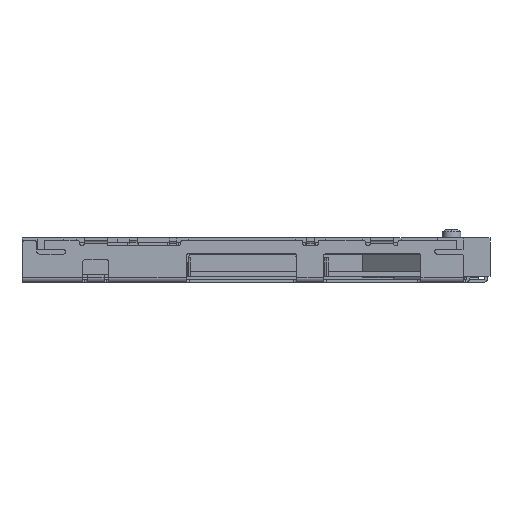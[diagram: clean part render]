
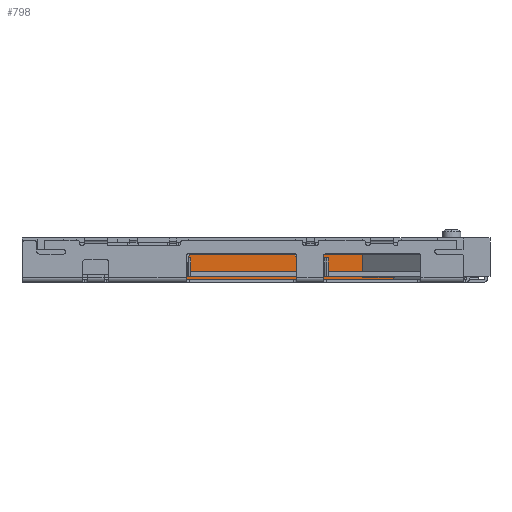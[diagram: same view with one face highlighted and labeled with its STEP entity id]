
A CAD part, left-side view. The second image highlights one B-rep face of the part: STEP entity #798.
In plain terms, the highlighted planar face has unit normal (-1, 0, 0).
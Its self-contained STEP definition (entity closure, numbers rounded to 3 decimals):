
#798=ADVANCED_FACE('NONE',(#2494),#2495,.F.);
#2494=FACE_OUTER_BOUND('',#4416,.T.);
#2495=PLANE('',#4417);
#4416=EDGE_LOOP('',(#11160,#11161,#11162,#11163,#11164,#11165,#11166,#11167,#11168,#11169));
#4417=AXIS2_PLACEMENT_3D('',#11170,#11171,#11172);
#11160=ORIENTED_EDGE('',*,*,#13727,.F.);
#11161=ORIENTED_EDGE('',*,*,#15567,.T.);
#11162=ORIENTED_EDGE('',*,*,#13807,.F.);
#11163=ORIENTED_EDGE('',*,*,#14233,.F.);
#11164=ORIENTED_EDGE('',*,*,#15566,.F.);
#11165=ORIENTED_EDGE('',*,*,#15568,.F.);
#11166=ORIENTED_EDGE('',*,*,#15569,.T.);
#11167=ORIENTED_EDGE('',*,*,#14196,.F.);
#11168=ORIENTED_EDGE('',*,*,#14235,.F.);
#11169=ORIENTED_EDGE('',*,*,#15570,.T.);
#11170=CARTESIAN_POINT('',(7.6,22.021,-18.3));
#11171=DIRECTION('',(1.0,0.0,0.0));
#11172=DIRECTION('',(0.0,1.0,0.0));
#13727=EDGE_CURVE('NONE',#16665,#16681,#16916,.T.);
#13807=EDGE_CURVE('NONE',#17058,#17060,#17061,.T.);
#14196=EDGE_CURVE('NONE',#17700,#17702,#17703,.T.);
#14233=EDGE_CURVE('NONE',#17764,#17058,#17766,.T.);
#14235=EDGE_CURVE('NONE',#17767,#17700,#17769,.T.);
#15566=EDGE_CURVE('NONE',#19943,#17764,#19945,.T.);
#15567=EDGE_CURVE('NONE',#16665,#17060,#19946,.T.);
#15568=EDGE_CURVE('NONE',#19947,#19943,#19948,.T.);
#15569=EDGE_CURVE('NONE',#19947,#17702,#19949,.T.);
#15570=EDGE_CURVE('NONE',#17767,#16681,#19950,.T.);
#16665=VERTEX_POINT('NONE',#21489);
#16681=VERTEX_POINT('NONE',#21514);
#16916=LINE('',#21870,#21871);
#17058=VERTEX_POINT('NONE',#22117);
#17060=VERTEX_POINT('NONE',#22120);
#17061=LINE('',#22121,#22122);
#17700=VERTEX_POINT('NONE',#23166);
#17702=VERTEX_POINT('NONE',#23169);
#17703=LINE('',#23170,#23171);
#17764=VERTEX_POINT('NONE',#23275);
#17766=LINE('',#23278,#23279);
#17767=VERTEX_POINT('NONE',#23280);
#17769=LINE('',#23283,#23284);
#19943=VERTEX_POINT('NONE',#26681);
#19945=LINE('',#26684,#26685);
#19946=LINE('',#26686,#26687);
#19947=VERTEX_POINT('NONE',#26688);
#19948=LINE('',#26689,#26690);
#19949=LINE('',#26691,#26692);
#19950=LINE('',#26693,#26694);
#21489=CARTESIAN_POINT('',(7.6,10.221,-18.4));
#21514=CARTESIAN_POINT('',(7.6,12.621,-18.4));
#21870=CARTESIAN_POINT('',(7.6,11.121,-18.4));
#21871=VECTOR('',#28518,1000.0);
#22117=CARTESIAN_POINT('',(7.6,0.521,-18.3));
#22120=CARTESIAN_POINT('',(7.6,0.521,-18.4));
#22121=CARTESIAN_POINT('',(7.6,0.521,-18.3));
#22122=VECTOR('',#28614,1000.0);
#23166=CARTESIAN_POINT('',(7.6,21.721,-16.7));
#23169=CARTESIAN_POINT('',(7.6,6.321,-16.7));
#23170=CARTESIAN_POINT('',(7.6,22.021,-16.7));
#23171=VECTOR('',#29061,1000.0);
#23275=CARTESIAN_POINT('',(7.6,5.821,-18.3));
#23278=CARTESIAN_POINT('',(7.6,22.021,-18.3));
#23279=VECTOR('',#29099,1000.0);
#23280=CARTESIAN_POINT('',(7.6,21.721,-18.4));
#23283=CARTESIAN_POINT('',(7.6,21.721,-18.3));
#23284=VECTOR('',#29101,1000.0);
#26681=CARTESIAN_POINT('',(7.6,5.821,-16.65));
#26684=CARTESIAN_POINT('',(7.6,5.821,-18.3));
#26685=VECTOR('',#30763,1000.0);
#26686=CARTESIAN_POINT('',(7.6,22.021,-18.4));
#26687=VECTOR('',#30764,1000.0);
#26688=CARTESIAN_POINT('',(7.6,6.321,-16.65));
#26689=CARTESIAN_POINT('',(7.6,22.021,-16.65));
#26690=VECTOR('',#30765,1000.0);
#26691=CARTESIAN_POINT('',(7.6,6.321,-16.7));
#26692=VECTOR('',#30766,1000.0);
#26693=CARTESIAN_POINT('',(7.6,22.021,-18.4));
#26694=VECTOR('',#30767,1000.0);
#28518=DIRECTION('',(0.0,1.0,0.));
#28614=DIRECTION('',(0.0,0.0,-1.0));
#29061=DIRECTION('',(0.0,-1.0,-0.0));
#29099=DIRECTION('',(0.0,-1.0,-0.0));
#29101=DIRECTION('',(-0.0,-0.0,1.0));
#30763=DIRECTION('',(0.0,0.0,-1.0));
#30764=DIRECTION('',(0.0,-1.0,-0.0));
#30765=DIRECTION('',(0.0,-1.0,-0.0));
#30766=DIRECTION('',(0.0,0.,-1.0));
#30767=DIRECTION('',(0.0,-1.0,-0.0));
